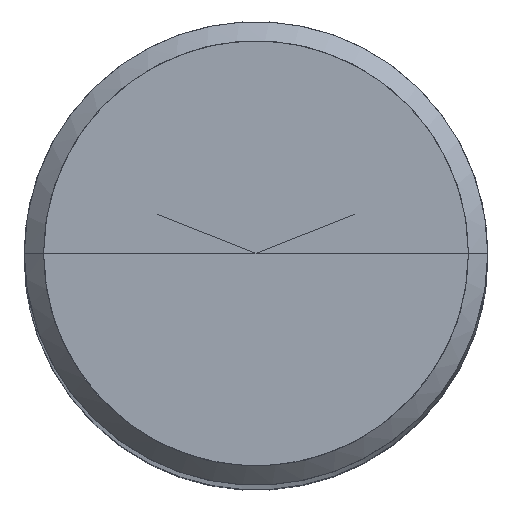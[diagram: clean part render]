
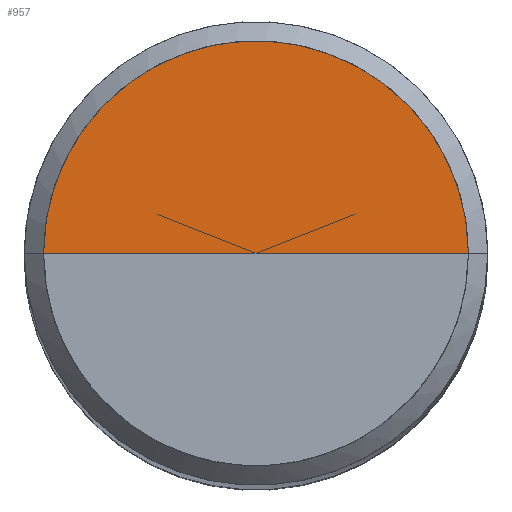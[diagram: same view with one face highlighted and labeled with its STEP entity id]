
A CAD part, top view. The second image highlights one B-rep face of the part: STEP entity #957.
In plain terms, the highlighted free-form (B-spline) face has degree [1, 2] with [2, 5] control points.
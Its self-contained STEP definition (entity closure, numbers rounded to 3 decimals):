
#736=CARTESIAN_POINT('',(5.5,0.0,62.0));
#737=CARTESIAN_POINT('',(5.5,5.5,62.0));
#738=CARTESIAN_POINT('',(0.0,5.5,62.0));
#739=CARTESIAN_POINT('',(-5.5,5.5,62.0));
#740=CARTESIAN_POINT('',(-5.5,0.0,62.0));
#741=CARTESIAN_POINT('',(0.0,0.0,62.0));
#942=(
BOUNDED_SURFACE()
B_SPLINE_SURFACE(1,2,(
(#736,#737,#738,#739,#740),
(#741,#741,#741,#741,#741)
), .UNSPECIFIED.,.F.,.F.,.F.)
B_SPLINE_SURFACE_WITH_KNOTS((2,2),(3,2,3),(
0.0,1.0),(
0.0,0.5,1.0), .UNSPECIFIED.)
GEOMETRIC_REPRESENTATION_ITEM()
RATIONAL_B_SPLINE_SURFACE(((1.0,0.707,1.0,0.707,1.0),
(1.0,0.707,1.0,0.707,1.0)
))
REPRESENTATION_ITEM('')
SURFACE()
);
#943=(
BOUNDED_CURVE()
B_SPLINE_CURVE(2,(#740,#739,#738,#737,#736),.UNSPECIFIED.,.F.,.F.)
B_SPLINE_CURVE_WITH_KNOTS((3,2,3),
(0.0,0.5,1.0),.UNSPECIFIED.)
CURVE()
GEOMETRIC_REPRESENTATION_ITEM()
RATIONAL_B_SPLINE_CURVE((1.0,0.707,1.0,0.707,1.0))
REPRESENTATION_ITEM('')
);
#944=(
BOUNDED_CURVE()
B_SPLINE_CURVE(1,(#736,#741),.UNSPECIFIED.,.F.,.F.)
B_SPLINE_CURVE_WITH_KNOTS((2,2),
(0.0,1.0),.UNSPECIFIED.)
CURVE()
GEOMETRIC_REPRESENTATION_ITEM()
RATIONAL_B_SPLINE_CURVE((1.0,1.0))
REPRESENTATION_ITEM('')
);
#945=(
BOUNDED_CURVE()
B_SPLINE_CURVE(1,(#741,#740),.UNSPECIFIED.,.F.,.F.)
B_SPLINE_CURVE_WITH_KNOTS((2,2),
(0.0,1.0),.UNSPECIFIED.)
CURVE()
GEOMETRIC_REPRESENTATION_ITEM()
RATIONAL_B_SPLINE_CURVE((1.0,1.0))
REPRESENTATION_ITEM('')
);
#946=VERTEX_POINT('',#736);
#947=VERTEX_POINT('',#740);
#948=VERTEX_POINT('',#741);
#949=EDGE_CURVE('',#947,#946,#943,.T.);
#950=EDGE_CURVE('',#946,#948,#944,.T.);
#951=EDGE_CURVE('',#948,#947,#945,.T.);
#952=ORIENTED_EDGE('',*,*,#949,.T.);
#953=ORIENTED_EDGE('',*,*,#950,.T.);
#954=ORIENTED_EDGE('',*,*,#951,.T.);
#955=EDGE_LOOP('',(#952,#953,#954));
#956=FACE_OUTER_BOUND('',#955,.T.);
#957=ADVANCED_FACE('',(#956),#942,.T.);
